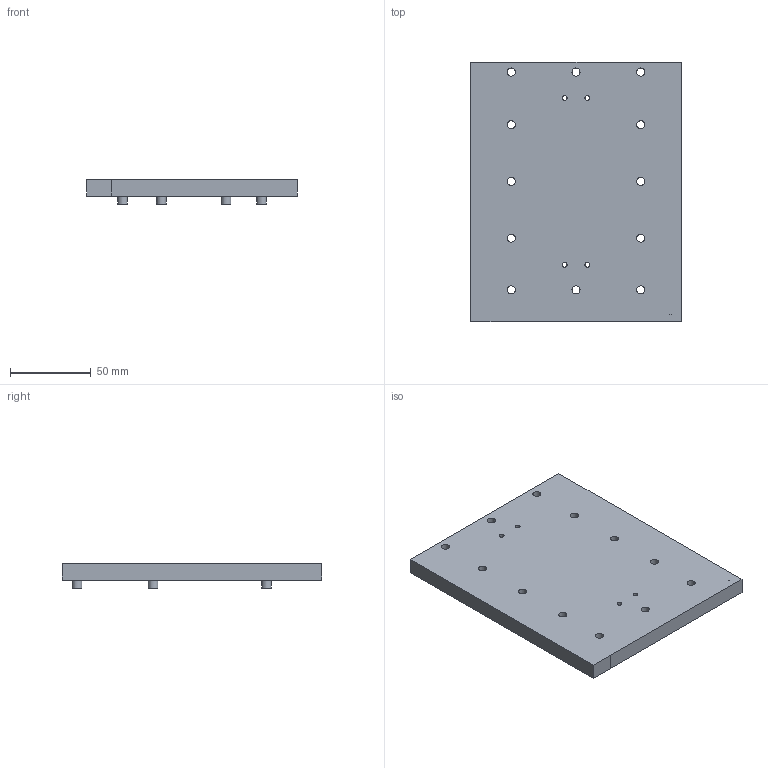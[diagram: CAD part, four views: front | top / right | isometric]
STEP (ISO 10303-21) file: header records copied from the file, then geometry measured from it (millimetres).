
FILE_DESCRIPTION(/* description */ (''),/* implementation_level */ '2;1');
FILE_NAME(/* name */ 'CellDesign_2.step',/* time_stamp */ '2019-02-04T13:46:36+00:00',/* author */ (''),/* organization */ (''),/* preprocessor_version */ 'ST-DEVELOPER v17.2',/* originating_system */ 'Autodesk Translation Framework v7.6.0.251',/* authorisation */ '');
FILE_SCHEMA (('AUTOMOTIVE_DESIGN { 1 0 10303 214 3 1 1 }'));
Length unit declared in the file: millimetre
Products named in the file (1): Cell(2)(1)
Bounding box: 130 x 160 x 15 mm (x, y, z)
Volume: 160706.4 mm3; surface area: 57342.5 mm2
Topology: 1 solids, 1 shells, 154 faces, 399 edges, 263 vertices
Faces by surface type: plane 84, cylinder 66, sphere 4
Full cylindrical faces by diameter (mm): 1 x2, 2 x4, 3 x4, 5 x12, 6 x6, 8 x6
Entity records: 4906 total; most frequent: CARTESIAN_POINT 945, DIRECTION 827, ORIENTED_EDGE 782, EDGE_CURVE 391, AXIS2_PLACEMENT_3D 289, VERTEX_POINT 263, LINE 249, VECTOR 249
